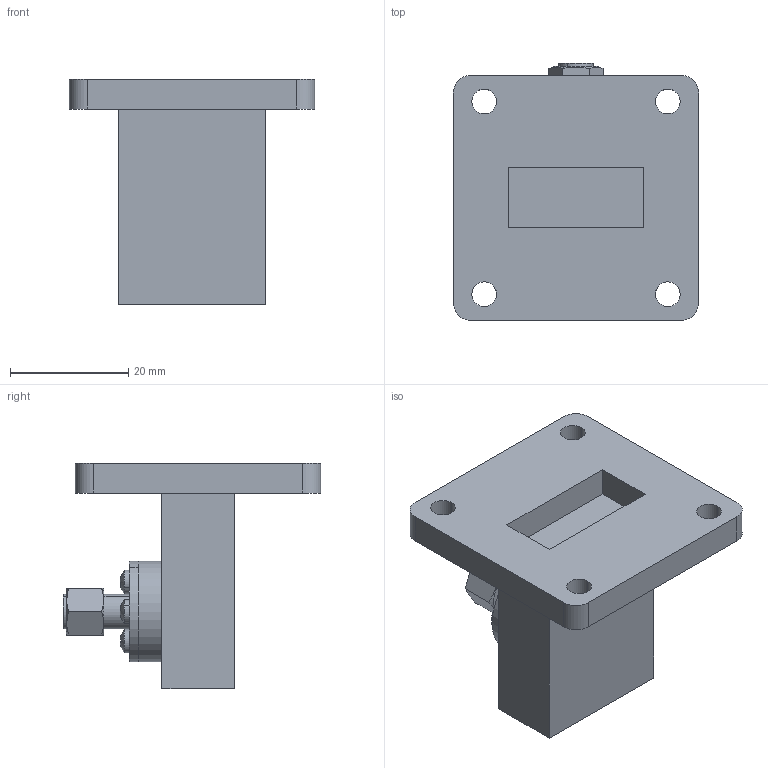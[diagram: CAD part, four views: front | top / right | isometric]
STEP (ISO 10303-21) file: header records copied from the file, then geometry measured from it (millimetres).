
FILE_DESCRIPTION (( 'STEP AP203' ), '1' );
FILE_NAME ('SWC-90SM-R5.STEP', '2019-11-27T01:14:42', ( '' ), ( '' ), 'SwSTEP 2.0', 'SolidWorks 2016', '' );
FILE_SCHEMA (( 'CONFIG_CONTROL_DESIGN' ));
Length unit declared in the file: inch
Products named in the file (1): SWC-90SM-R5
Bounding box: 41.4 x 43.43 x 38 mm (x, y, z)
Volume: 18755.9 mm3; surface area: 8536.7 mm2
Topology: 5 solids, 6 shells, 154 faces, 378 edges, 250 vertices
Faces by surface type: plane 80, cylinder 62, bspline 6, cone 6
Entity records: 4873 total; most frequent: CARTESIAN_POINT 1187, ORIENTED_EDGE 756, DIRECTION 740, EDGE_CURVE 378, AXIS2_PLACEMENT_3D 291, VERTEX_POINT 250, EDGE_LOOP 182, VECTOR 158
